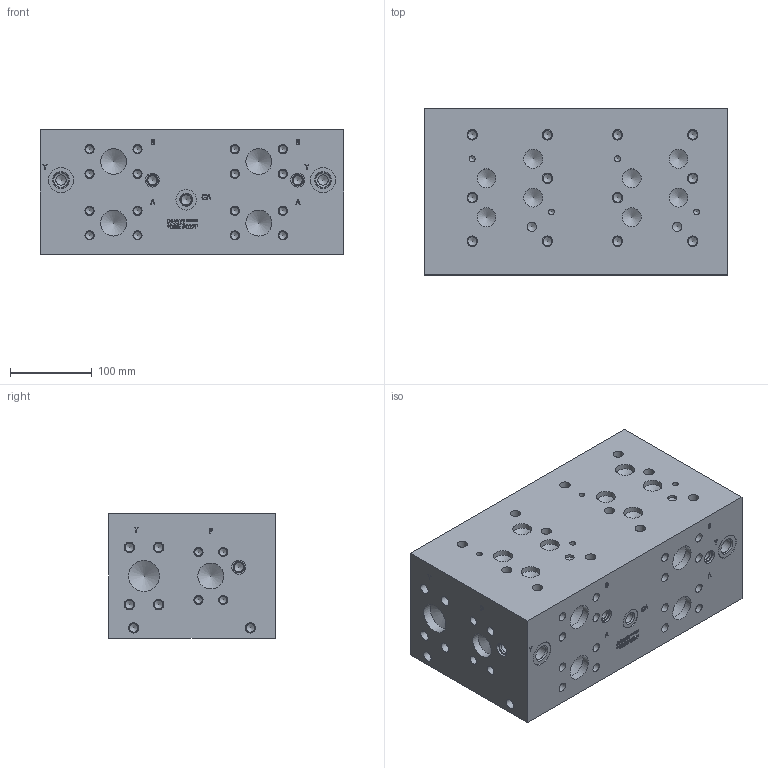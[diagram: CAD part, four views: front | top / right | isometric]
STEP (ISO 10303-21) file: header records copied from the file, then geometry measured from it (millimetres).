
FILE_DESCRIPTION(/* description */ (''),/* implementation_level */ '2;1');
FILE_NAME(/* name */ '_D08HP027F.stp',/* time_stamp */ '2020-05-08T09:02:46-04:00',/* author */ ('alexanderw'),/* organization */ (''),/* preprocessor_version */ 'ST-DEVELOPER v17',/* originating_system */ 'Autodesk Inventor 2019',/* authorisation */ '');
FILE_SCHEMA (('AUTOMOTIVE_DESIGN { 1 0 10303 214 3 1 1 }'));
Length unit declared in the file: millimetre
Products named in the file (1): Part3
Bounding box: 371.48 x 203.2 x 152.4 mm (x, y, z)
Volume: 11182871.3 mm3; surface area: 405379.4 mm2
Topology: 1 solids, 1 shells, 778 faces, 2138 edges, 1470 vertices
Faces by surface type: plane 401, cylinder 151, bspline 128, cone 98
Full cylindrical faces by diameter (mm): 7.137 x4, 9.347 x24, 10.719 x24, 11.125 x30, 11.455 x4, 12.294 x1, 12.7 x30, 12.9 x1, 12.979 x2, 14.275 x1, 14.529 x1, 17.018 x4, 17.501 x2, 19.05 x2, 19.253 x2, 23.012 x8, 25.019 x1, 30.632 x2, 31.75 x6, 38.1 x2
Entity records: 25776 total; most frequent: CARTESIAN_POINT 5974, ORIENTED_EDGE 4122, DIRECTION 3662, EDGE_CURVE 2061, VERTEX_POINT 1470, LINE 1250, VECTOR 1250, AXIS2_PLACEMENT_3D 1206
